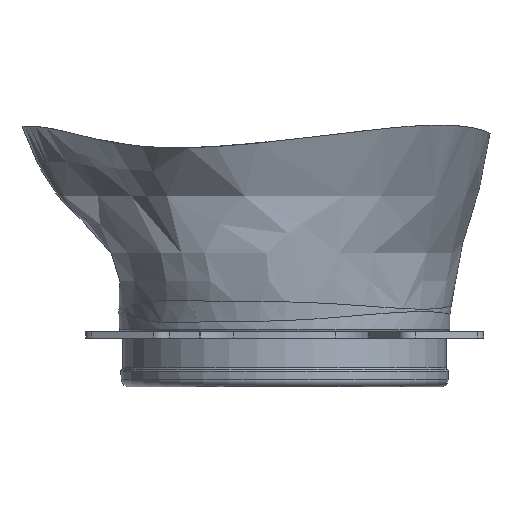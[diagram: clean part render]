
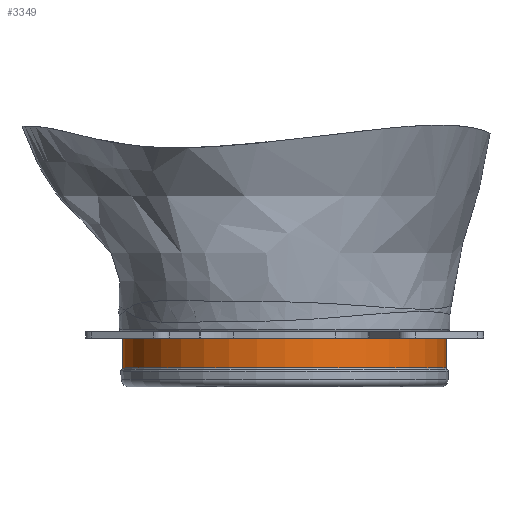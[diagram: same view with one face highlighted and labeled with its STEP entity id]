
A CAD part, left-side view. The second image highlights one B-rep face of the part: STEP entity #3349.
In plain terms, the highlighted cylindrical face has radius 42.441 mm (diameter 84.883 mm), a full revolution.
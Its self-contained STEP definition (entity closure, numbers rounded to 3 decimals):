
#392=FACE_OUTER_BOUND('',#591,.T.);
#591=EDGE_LOOP('',(#3028,#3029,#3030,#3031));
#862=LINE('',#7842,#1114);
#1114=VECTOR('',#4641,42.441);
#1279=CIRCLE('',#3715,42.441);
#1280=CIRCLE('',#3717,42.441);
#1598=VERTEX_POINT('',#7836);
#1599=VERTEX_POINT('',#7840);
#2077=EDGE_CURVE('',#1598,#1598,#1279,.T.);
#2078=EDGE_CURVE('',#1599,#1599,#1280,.T.);
#2079=EDGE_CURVE('',#1599,#1598,#862,.T.);
#3028=ORIENTED_EDGE('',*,*,#2078,.T.);
#3029=ORIENTED_EDGE('',*,*,#2079,.T.);
#3030=ORIENTED_EDGE('',*,*,#2077,.F.);
#3031=ORIENTED_EDGE('',*,*,#2079,.F.);
#3183=CYLINDRICAL_SURFACE('',#3716,42.441);
#3349=ADVANCED_FACE('',(#392),#3183,.T.);
#3715=AXIS2_PLACEMENT_3D('',#7838,#4635,#4636);
#3716=AXIS2_PLACEMENT_3D('',#7839,#4637,#4638);
#3717=AXIS2_PLACEMENT_3D('',#7841,#4639,#4640);
#4635=DIRECTION('center_axis',(0.,0.,-1.));
#4636=DIRECTION('ref_axis',(-1.,0.,0.));
#4637=DIRECTION('center_axis',(0.,0.,-1.));
#4638=DIRECTION('ref_axis',(-1.,0.,0.));
#4639=DIRECTION('center_axis',(0.,0.,-1.));
#4640=DIRECTION('ref_axis',(-1.,0.,0.));
#4641=DIRECTION('',(0.,0.,-1.));
#7836=CARTESIAN_POINT('',(42.441,0.,-15.));
#7838=CARTESIAN_POINT('Origin',(0.,0.,
-15.));
#7839=CARTESIAN_POINT('Origin',(0.,0.,-10.5));
#7840=CARTESIAN_POINT('',(42.441,0.,-6.));
#7841=CARTESIAN_POINT('Origin',(0.,0.,
-6.));
#7842=CARTESIAN_POINT('',(42.441,0.,-10.5));
